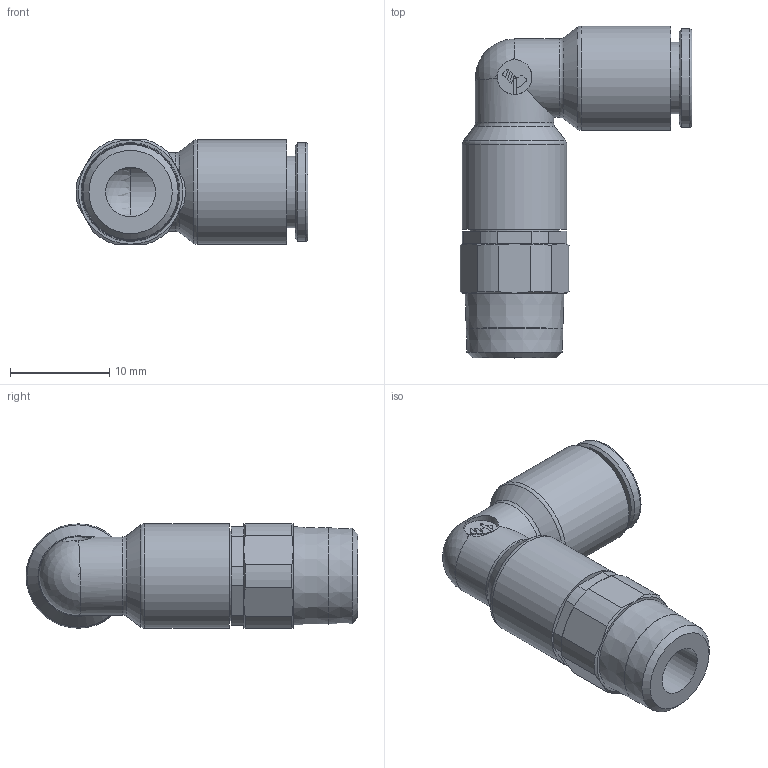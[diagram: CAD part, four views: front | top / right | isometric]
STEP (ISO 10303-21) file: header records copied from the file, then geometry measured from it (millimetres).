
FILE_DESCRIPTION(/* description */ ('3129 - EXTENDED MALE STUD ELBOW, BSPT AND NPT THREAD 6'),/* implementation_level */ '2;1');
FILE_NAME(/* name */ 'Pneumatics_Fitting_3129_06_10.ipt.step',/* time_stamp */ '2015-01-02T19:18:12-08:00',/* author */ ('Autodesk Inc.'),/* organization */ ('Autodesk Inc.A.'),/* preprocessor_version */ 'ST-DEVELOPER v15.6',/* originating_system */ 'Autodesk Inventor 2015',/* authorisation */ '');
FILE_SCHEMA (('AUTOMOTIVE_DESIGN { 1 0 10303 214 3 1 1 }'));
Length unit declared in the file: millimetre
Products named in the file (1): Pneumatics_Fitting_3129_06_10
Bounding box: 23.34 x 33.4 x 10.5 mm (x, y, z)
Volume: 2177.9 mm3; surface area: 2529.6 mm2
Topology: 1 solids, 1 shells, 105 faces, 248 edges, 153 vertices
Faces by surface type: plane 46, cylinder 31, cone 18, sphere 5, torus 5
Full cylindrical faces by diameter (mm): 3.5 x1, 5 x1, 6 x2, 7.2 x1, 7.9 x2, 8.566 x1, 9 x1, 9.728 x1, 9.9 x1, 10.5 x2
Entity records: 3074 total; most frequent: CARTESIAN_POINT 696, DIRECTION 485, ORIENTED_EDGE 424, EDGE_CURVE 212, AXIS2_PLACEMENT_3D 201, VERTEX_POINT 144, EDGE_LOOP 142, STYLED_ITEM 106
